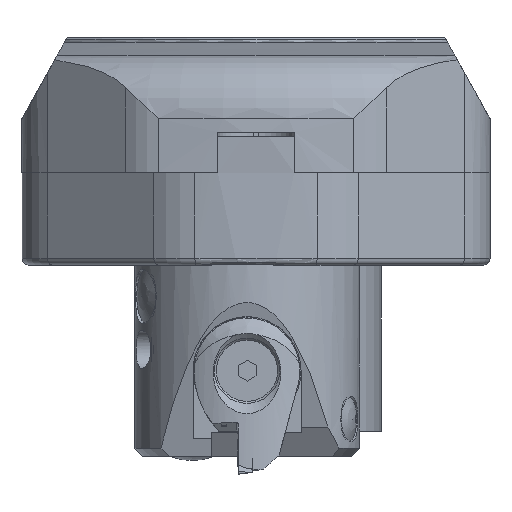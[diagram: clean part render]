
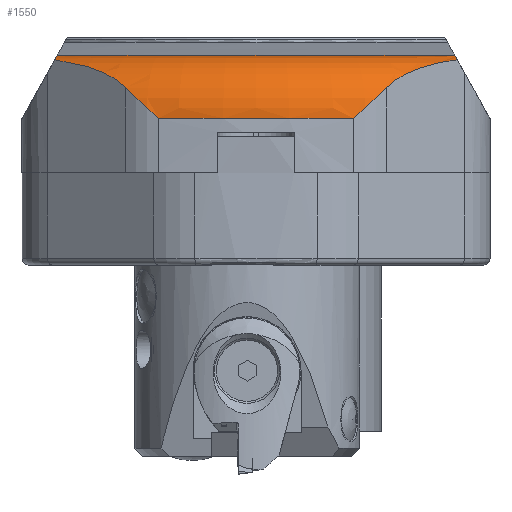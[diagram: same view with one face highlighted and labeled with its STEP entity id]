
A CAD part, left-side view. The second image highlights one B-rep face of the part: STEP entity #1550.
In plain terms, the highlighted toroidal (fillet/blend) face has major radius 101 mm and minor radius 14 mm.
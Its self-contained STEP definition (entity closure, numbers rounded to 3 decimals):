
#591=TOROIDAL_SURFACE('',#10558,101.,14.);
#608=B_SPLINE_CURVE_WITH_KNOTS('',3,(#14352,#14353,#14354,#14355,#14356,
#14357),.UNSPECIFIED.,.F.,.F.,(4,2,4),(0.,0.5,1.),.UNSPECIFIED.);
#609=B_SPLINE_CURVE_WITH_KNOTS('',3,(#14360,#14361,#14362,#14363),
 .UNSPECIFIED.,.F.,.F.,(4,4),(0.,1.),.UNSPECIFIED.);
#610=B_SPLINE_CURVE_WITH_KNOTS('',3,(#14367,#14368,#14369,#14370),
 .UNSPECIFIED.,.F.,.F.,(4,4),(0.,1.),.UNSPECIFIED.);
#611=B_SPLINE_CURVE_WITH_KNOTS('',3,(#14372,#14373,#14374,#14375,#14376,
#14377),.UNSPECIFIED.,.F.,.F.,(4,2,4),(0.,0.5,1.),.UNSPECIFIED.);
#612=B_SPLINE_CURVE_WITH_KNOTS('',3,(#14379,#14380,#14381,#14382,#14383,
#14384),.UNSPECIFIED.,.F.,.F.,(4,2,4),(0.,0.5,1.),.UNSPECIFIED.);
#613=B_SPLINE_CURVE_WITH_KNOTS('',3,(#14385,#14386,#14387,#14388,#14389,
#14390),.UNSPECIFIED.,.F.,.F.,(4,2,4),(0.,0.5,1.),.UNSPECIFIED.);
#1054=FACE_OUTER_BOUND('',#4007,.T.);
#1550=ADVANCED_FACE('',(#1054),#591,.T.);
#4007=EDGE_LOOP('',(#4669,#4670,#4671,#4672,#4673,#4674,#4675,#4676));
#4669=ORIENTED_EDGE('',*,*,#8557,.T.);
#4670=ORIENTED_EDGE('',*,*,#8558,.T.);
#4671=ORIENTED_EDGE('',*,*,#8559,.F.);
#4672=ORIENTED_EDGE('',*,*,#8560,.T.);
#4673=ORIENTED_EDGE('',*,*,#8561,.T.);
#4674=ORIENTED_EDGE('',*,*,#8562,.T.);
#4675=ORIENTED_EDGE('',*,*,#8551,.F.);
#4676=ORIENTED_EDGE('',*,*,#8563,.T.);
#7571=VERTEX_POINT('',#14342);
#7572=VERTEX_POINT('',#14343);
#7575=VERTEX_POINT('',#14358);
#7576=VERTEX_POINT('',#14359);
#7577=VERTEX_POINT('',#14364);
#7578=VERTEX_POINT('',#14366);
#7579=VERTEX_POINT('',#14371);
#7580=VERTEX_POINT('',#14378);
#8551=EDGE_CURVE('',#7571,#7572,#9988,.T.);
#8557=EDGE_CURVE('',#7575,#7576,#608,.T.);
#8558=EDGE_CURVE('',#7576,#7577,#609,.T.);
#8559=EDGE_CURVE('',#7578,#7577,#9990,.T.);
#8560=EDGE_CURVE('',#7578,#7579,#610,.T.);
#8561=EDGE_CURVE('',#7579,#7580,#611,.T.);
#8562=EDGE_CURVE('',#7580,#7572,#612,.T.);
#8563=EDGE_CURVE('',#7571,#7575,#613,.T.);
#9988=CIRCLE('',#10554,115.);
#9990=CIRCLE('',#10557,101.977);
#10554=AXIS2_PLACEMENT_3D('',#14341,#11600,#11601);
#10557=AXIS2_PLACEMENT_3D('',#14365,#11610,#11611);
#10558=AXIS2_PLACEMENT_3D('',#14391,#11612,#11613);
#11600=DIRECTION('',(0.,0.,-1.));
#11601=DIRECTION('',(-1.,0.,0.));
#11610=DIRECTION('',(0.,0.,1.));
#11611=DIRECTION('',(1.,0.,0.));
#11612=DIRECTION('',(0.,0.,1.));
#11613=DIRECTION('',(-1.,0.,0.));
#14341=CARTESIAN_POINT('',(0.,0.,-17.901));
#14342=CARTESIAN_POINT('',(-112.934,-21.7,-17.901));
#14343=CARTESIAN_POINT('',(-112.934,21.7,-17.901));
#14352=CARTESIAN_POINT('',(-109.478,-28.966,-11.115));
#14353=CARTESIAN_POINT('',(-107.607,-31.195,-8.88));
#14354=CARTESIAN_POINT('',(-105.354,-33.88,-7.615));
#14355=CARTESIAN_POINT('',(-100.859,-39.238,-5.781));
#14356=CARTESIAN_POINT('',(-98.571,-41.964,-5.248));
#14357=CARTESIAN_POINT('',(-96.266,-44.711,-4.88));
#14358=CARTESIAN_POINT('',(-109.478,-28.966,-11.115));
#14359=CARTESIAN_POINT('',(-96.266,-44.711,-4.88));
#14360=CARTESIAN_POINT('',(-96.266,-44.711,-4.88));
#14361=CARTESIAN_POINT('',(-94.879,-44.407,-4.332));
#14362=CARTESIAN_POINT('',(-93.421,-44.24,-4.032));
#14363=CARTESIAN_POINT('',(-91.906,-44.186,-3.935));
#14364=CARTESIAN_POINT('',(-91.906,-44.186,-3.935));
#14365=CARTESIAN_POINT('',(0.,0.,-3.935));
#14366=CARTESIAN_POINT('',(-91.906,44.186,-3.935));
#14367=CARTESIAN_POINT('',(-91.906,44.186,-3.935));
#14368=CARTESIAN_POINT('',(-93.421,44.24,-4.032));
#14369=CARTESIAN_POINT('',(-94.879,44.407,-4.332));
#14370=CARTESIAN_POINT('',(-96.266,44.711,-4.88));
#14371=CARTESIAN_POINT('',(-96.266,44.711,-4.88));
#14372=CARTESIAN_POINT('',(-96.266,44.711,-4.88));
#14373=CARTESIAN_POINT('',(-98.574,41.961,-5.249));
#14374=CARTESIAN_POINT('',(-100.869,39.226,-5.782));
#14375=CARTESIAN_POINT('',(-105.397,33.83,-7.636));
#14376=CARTESIAN_POINT('',(-107.637,31.16,-8.915));
#14377=CARTESIAN_POINT('',(-109.478,28.966,-11.115));
#14378=CARTESIAN_POINT('',(-109.478,28.966,-11.115));
#14379=CARTESIAN_POINT('',(-109.478,28.966,-11.115));
#14380=CARTESIAN_POINT('',(-110.386,27.883,-12.199));
#14381=CARTESIAN_POINT('',(-111.115,26.73,-13.309));
#14382=CARTESIAN_POINT('',(-112.262,24.302,-15.573));
#14383=CARTESIAN_POINT('',(-112.684,23.002,-16.751));
#14384=CARTESIAN_POINT('',(-112.934,21.7,-17.901));
#14385=CARTESIAN_POINT('',(-112.934,-21.7,-17.901));
#14386=CARTESIAN_POINT('',(-112.684,-23.002,-16.751));
#14387=CARTESIAN_POINT('',(-112.262,-24.302,-15.573));
#14388=CARTESIAN_POINT('',(-111.115,-26.73,-13.309));
#14389=CARTESIAN_POINT('',(-110.386,-27.883,-12.199));
#14390=CARTESIAN_POINT('',(-109.478,-28.966,-11.115));
#14391=CARTESIAN_POINT('',(0.,0.,-17.901));
